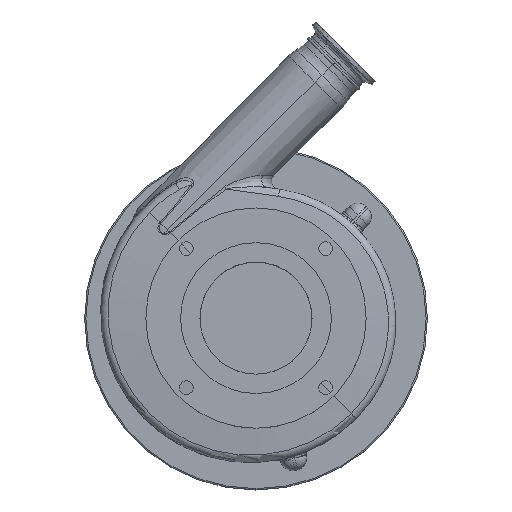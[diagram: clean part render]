
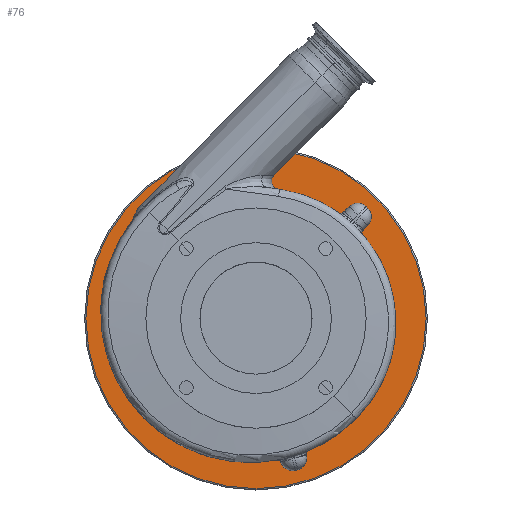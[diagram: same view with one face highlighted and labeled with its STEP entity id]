
A CAD part, top view. The second image highlights one B-rep face of the part: STEP entity #76.
In plain terms, the highlighted planar face has unit normal (0, 0, 1).
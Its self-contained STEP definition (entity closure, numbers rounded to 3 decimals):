
#4 = CARTESIAN_POINT ( 'NONE',  ( 0., 0., -58.5 ) ) ;
#76 = ADVANCED_FACE ( 'NONE', ( #113, #4565, #3476, #2087, #12453 ), #6957, .F. ) ;
#77 = DIRECTION ( 'NONE',  ( 0., 0., -1. ) ) ;
#113 = FACE_BOUND ( 'NONE', #950, .T. ) ;
#254 = ORIENTED_EDGE ( 'NONE', *, *, #2184, .T. ) ;
#531 = CARTESIAN_POINT ( 'NONE',  ( 77.075, 77.075, -58.5 ) ) ;
#760 = EDGE_CURVE ( 'NONE', #1473, #8704, #8153, .T. ) ;
#839 = DIRECTION ( 'NONE',  ( 1., 0., 0. ) ) ;
#892 = CIRCLE ( 'NONE', #12258, 10. ) ;
#950 = EDGE_LOOP ( 'NONE', ( #4006, #5468 ) ) ;
#1034 = VERTEX_POINT ( 'NONE', #1731 ) ;
#1083 = CIRCLE ( 'NONE', #4352, 10. ) ;
#1187 = DIRECTION ( 'NONE',  ( 0., 0., -1. ) ) ;
#1390 = DIRECTION ( 'NONE',  ( 0., 0., 1. ) ) ;
#1399 = AXIS2_PLACEMENT_3D ( 'NONE', #4, #1390, #3360 ) ;
#1417 = CARTESIAN_POINT ( 'NONE',  ( 77.075, 77.075, -58.5 ) ) ;
#1473 = VERTEX_POINT ( 'NONE', #8139 ) ;
#1731 = CARTESIAN_POINT ( 'NONE',  ( -112.357, 35.282, -58.5 ) ) ;
#1845 = CARTESIAN_POINT ( 'NONE',  ( 21.14, -98.215, -58.5 ) ) ;
#2087 = FACE_BOUND ( 'NONE', #11806, .T. ) ;
#2184 = EDGE_CURVE ( 'NONE', #4377, #10121, #5185, .T. ) ;
#2448 = DIRECTION ( 'NONE',  ( 0., 0., -1. ) ) ;
#2554 = VERTEX_POINT ( 'NONE', #5707 ) ;
#2607 = CARTESIAN_POINT ( 'NONE',  ( 0., 0., -58.5 ) ) ;
#2662 = DIRECTION ( 'NONE',  ( -1., 0., 0. ) ) ;
#2710 = EDGE_CURVE ( 'NONE', #1034, #9202, #7730, .T. ) ;
#2954 = DIRECTION ( 'NONE',  ( 0., 0., 1. ) ) ;
#3054 = DIRECTION ( 'NONE',  ( -1., 0., 0. ) ) ;
#3136 = EDGE_LOOP ( 'NONE', ( #11616, #12800 ) ) ;
#3360 = DIRECTION ( 'NONE',  ( 1., 0., 0. ) ) ;
#3476 = FACE_BOUND ( 'NONE', #4411, .T. ) ;
#3675 = DIRECTION ( 'NONE',  ( 0., 0., -1. ) ) ;
#4006 = ORIENTED_EDGE ( 'NONE', *, *, #9132, .T. ) ;
#4205 = EDGE_CURVE ( 'NONE', #8969, #2554, #6150, .T. ) ;
#4352 = AXIS2_PLACEMENT_3D ( 'NONE', #13689, #2448, #2662 ) ;
#4364 = VERTEX_POINT ( 'NONE', #5053 ) ;
#4377 = VERTEX_POINT ( 'NONE', #1845 ) ;
#4396 = CARTESIAN_POINT ( 'NONE',  ( -98.215, 21.14, -58.5 ) ) ;
#4411 = EDGE_LOOP ( 'NONE', ( #12699, #254 ) ) ;
#4540 = CIRCLE ( 'NONE', #8234, 97. ) ;
#4565 = FACE_BOUND ( 'NONE', #3136, .T. ) ;
#4673 = CARTESIAN_POINT ( 'NONE',  ( 70.004, 84.146, -58.5 ) ) ;
#5051 = CARTESIAN_POINT ( 'NONE',  ( -105.286, 28.211, -58.5 ) ) ;
#5053 = CARTESIAN_POINT ( 'NONE',  ( 84.146, 70.004, -58.5 ) ) ;
#5185 = CIRCLE ( 'NONE', #14193, 10. ) ;
#5468 = ORIENTED_EDGE ( 'NONE', *, *, #13935, .T. ) ;
#5707 = CARTESIAN_POINT ( 'NONE',  ( 129., 0., -58.5 ) ) ;
#5997 = DIRECTION ( 'NONE',  ( -1., 0., 0. ) ) ;
#6098 = ORIENTED_EDGE ( 'NONE', *, *, #7302, .T. ) ;
#6150 = CIRCLE ( 'NONE', #13547, 129. ) ;
#6342 = AXIS2_PLACEMENT_3D ( 'NONE', #5051, #9448, #13886 ) ;
#6728 = CARTESIAN_POINT ( 'NONE',  ( 0., 0., -58.5 ) ) ;
#6883 = CARTESIAN_POINT ( 'NONE',  ( 0., 64.295, -58.5 ) ) ;
#6894 = CIRCLE ( 'NONE', #8496, 10. ) ;
#6957 = PLANE ( 'NONE',  #13226 ) ;
#7041 = DIRECTION ( 'NONE',  ( -1., 0., 0. ) ) ;
#7302 = EDGE_CURVE ( 'NONE', #8704, #1473, #4540, .T. ) ;
#7658 = CIRCLE ( 'NONE', #1399, 129. ) ;
#7730 = CIRCLE ( 'NONE', #6342, 10. ) ;
#7752 = DIRECTION ( 'NONE',  ( 0., 0., -1. ) ) ;
#7960 = DIRECTION ( 'NONE',  ( -1., 0., 0. ) ) ;
#8139 = CARTESIAN_POINT ( 'NONE',  ( -68.589, 68.589, -58.5 ) ) ;
#8153 = CIRCLE ( 'NONE', #8611, 97. ) ;
#8171 = DIRECTION ( 'NONE',  ( 0., 0., -1. ) ) ;
#8234 = AXIS2_PLACEMENT_3D ( 'NONE', #6728, #1187, #8961 ) ;
#8412 = CARTESIAN_POINT ( 'NONE',  ( -129., 0., -58.5 ) ) ;
#8496 = AXIS2_PLACEMENT_3D ( 'NONE', #1417, #3675, #12521 ) ;
#8611 = AXIS2_PLACEMENT_3D ( 'NONE', #2607, #77, #7041 ) ;
#8704 = VERTEX_POINT ( 'NONE', #8708 ) ;
#8708 = CARTESIAN_POINT ( 'NONE',  ( 68.589, -68.589, -58.5 ) ) ;
#8961 = DIRECTION ( 'NONE',  ( -1., 0., 0. ) ) ;
#8969 = VERTEX_POINT ( 'NONE', #8412 ) ;
#9132 = EDGE_CURVE ( 'NONE', #4364, #14213, #6894, .T. ) ;
#9202 = VERTEX_POINT ( 'NONE', #4396 ) ;
#9427 = EDGE_LOOP ( 'NONE', ( #13326, #13766 ) ) ;
#9448 = DIRECTION ( 'NONE',  ( 0., 0., -1. ) ) ;
#9636 = DIRECTION ( 'NONE',  ( 0., 0., -1. ) ) ;
#9866 = EDGE_CURVE ( 'NONE', #9202, #1034, #1083, .T. ) ;
#9980 = CARTESIAN_POINT ( 'NONE',  ( 28.211, -105.286, -58.5 ) ) ;
#10121 = VERTEX_POINT ( 'NONE', #11249 ) ;
#10309 = EDGE_CURVE ( 'NONE', #10121, #4377, #10597, .T. ) ;
#10597 = CIRCLE ( 'NONE', #13390, 10. ) ;
#11249 = CARTESIAN_POINT ( 'NONE',  ( 35.282, -112.357, -58.5 ) ) ;
#11460 = ORIENTED_EDGE ( 'NONE', *, *, #760, .T. ) ;
#11616 = ORIENTED_EDGE ( 'NONE', *, *, #9866, .T. ) ;
#11806 = EDGE_LOOP ( 'NONE', ( #6098, #11460 ) ) ;
#12258 = AXIS2_PLACEMENT_3D ( 'NONE', #531, #13948, #5997 ) ;
#12383 = DIRECTION ( 'NONE',  ( -1., 0., 0. ) ) ;
#12453 = FACE_OUTER_BOUND ( 'NONE', #9427, .T. ) ;
#12521 = DIRECTION ( 'NONE',  ( -1., 0., 0. ) ) ;
#12699 = ORIENTED_EDGE ( 'NONE', *, *, #10309, .T. ) ;
#12800 = ORIENTED_EDGE ( 'NONE', *, *, #2710, .T. ) ;
#13226 = AXIS2_PLACEMENT_3D ( 'NONE', #6883, #8171, #7960 ) ;
#13326 = ORIENTED_EDGE ( 'NONE', *, *, #14284, .T. ) ;
#13390 = AXIS2_PLACEMENT_3D ( 'NONE', #14071, #9636, #3054 ) ;
#13547 = AXIS2_PLACEMENT_3D ( 'NONE', #13905, #2954, #839 ) ;
#13689 = CARTESIAN_POINT ( 'NONE',  ( -105.286, 28.211, -58.5 ) ) ;
#13766 = ORIENTED_EDGE ( 'NONE', *, *, #4205, .T. ) ;
#13886 = DIRECTION ( 'NONE',  ( -1., 0., 0. ) ) ;
#13905 = CARTESIAN_POINT ( 'NONE',  ( 0., 0., -58.5 ) ) ;
#13935 = EDGE_CURVE ( 'NONE', #14213, #4364, #892, .T. ) ;
#13948 = DIRECTION ( 'NONE',  ( 0., 0., -1. ) ) ;
#14071 = CARTESIAN_POINT ( 'NONE',  ( 28.211, -105.286, -58.5 ) ) ;
#14193 = AXIS2_PLACEMENT_3D ( 'NONE', #9980, #7752, #12383 ) ;
#14213 = VERTEX_POINT ( 'NONE', #4673 ) ;
#14284 = EDGE_CURVE ( 'NONE', #2554, #8969, #7658, .T. ) ;
